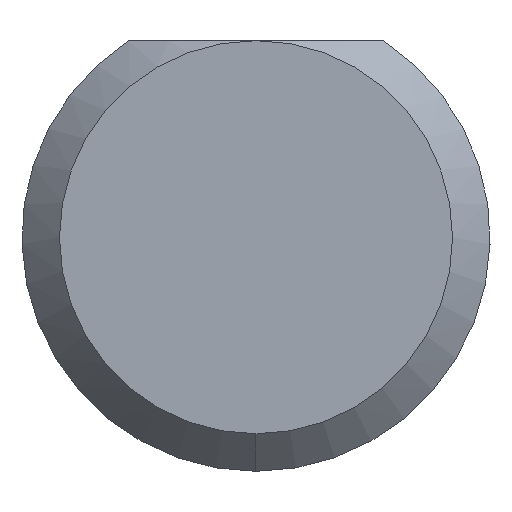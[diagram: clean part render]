
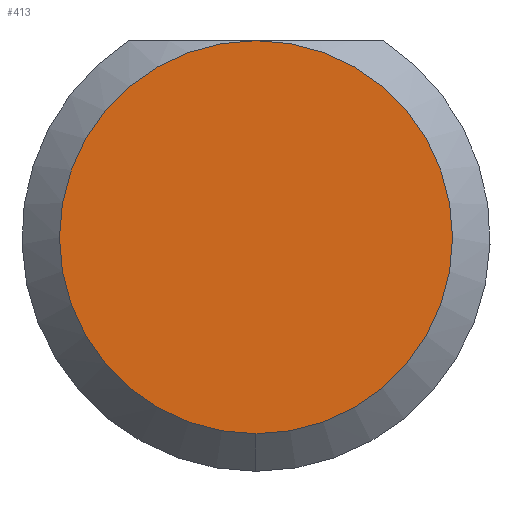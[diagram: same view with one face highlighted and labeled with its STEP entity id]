
A CAD part, left-side view. The second image highlights one B-rep face of the part: STEP entity #413.
In plain terms, the highlighted planar face has unit normal (-1, 0, 0).
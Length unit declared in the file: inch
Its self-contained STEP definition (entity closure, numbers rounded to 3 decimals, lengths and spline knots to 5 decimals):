
#57 = DIRECTION ( 'NONE',  ( 0., 0., -1. ) ) ;
#65 = AXIS2_PLACEMENT_3D ( 'NONE', #329, #81, #319 ) ;
#81 = DIRECTION ( 'NONE',  ( -1., 0., 0. ) ) ;
#85 = CIRCLE ( 'NONE', #65, 0.05235 ) ;
#89 = FACE_OUTER_BOUND ( 'NONE', #220, .T. ) ;
#155 = CARTESIAN_POINT ( 'NONE',  ( 0., 0., 0. ) ) ;
#220 = EDGE_LOOP ( 'NONE', ( #450, #330 ) ) ;
#287 = PLANE ( 'NONE',  #506 ) ;
#319 = DIRECTION ( 'NONE',  ( 0., 0., -1. ) ) ;
#329 = CARTESIAN_POINT ( 'NONE',  ( 0., 0., 0. ) ) ;
#330 = ORIENTED_EDGE ( 'NONE', *, *, #346, .T. ) ;
#346 = EDGE_CURVE ( 'NONE', #505, #600, #85, .T. ) ;
#388 = CARTESIAN_POINT ( 'NONE',  ( 0., 0., -0.05235 ) ) ;
#413 = ADVANCED_FACE ( 'NONE', ( #89 ), #287, .F. ) ;
#448 = CARTESIAN_POINT ( 'NONE',  ( 0., 0., 0.05235 ) ) ;
#450 = ORIENTED_EDGE ( 'NONE', *, *, #575, .T. ) ;
#467 = CIRCLE ( 'NONE', #500, 0.05235 ) ;
#500 = AXIS2_PLACEMENT_3D ( 'NONE', #598, #645, #57 ) ;
#505 = VERTEX_POINT ( 'NONE', #388 ) ;
#506 = AXIS2_PLACEMENT_3D ( 'NONE', #155, #588, #638 ) ;
#575 = EDGE_CURVE ( 'NONE', #600, #505, #467, .T. ) ;
#588 = DIRECTION ( 'NONE',  ( 1., 0., 0. ) ) ;
#598 = CARTESIAN_POINT ( 'NONE',  ( 0., 0., 0. ) ) ;
#600 = VERTEX_POINT ( 'NONE', #448 ) ;
#638 = DIRECTION ( 'NONE',  ( 0., 0., -1. ) ) ;
#645 = DIRECTION ( 'NONE',  ( -1., 0., 0. ) ) ;
